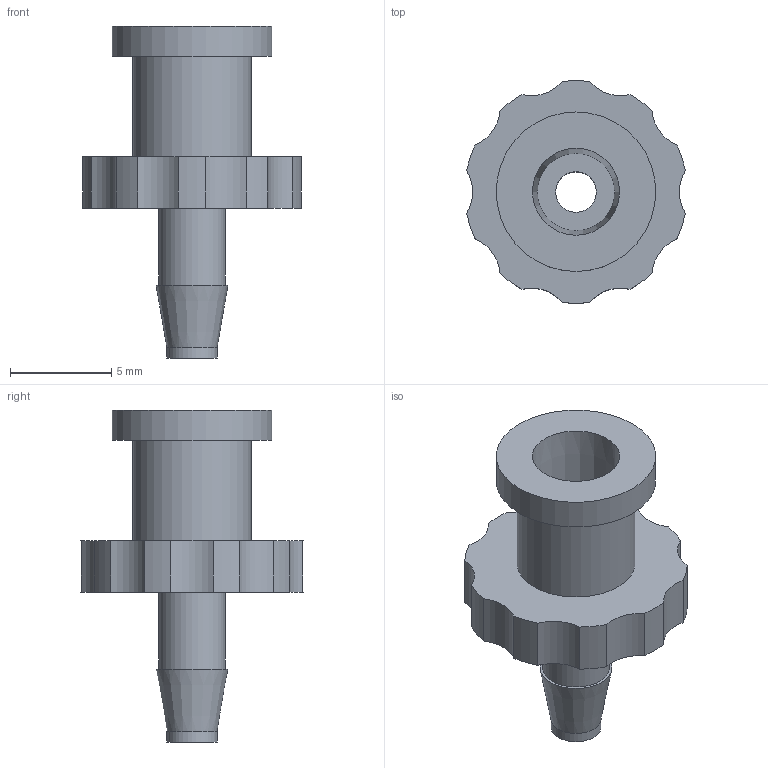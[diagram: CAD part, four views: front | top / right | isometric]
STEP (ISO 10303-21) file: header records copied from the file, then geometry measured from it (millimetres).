
FILE_DESCRIPTION(/* description */ ('Unknown','CAx-IF Rec.Pracs.---Representation and Presentation of Product Manufacturing Information (PMI)---4.0---2014-10-13','CAx-IF Rec.Pracs.---3D Tessellated Geometry---0.4---2014-09-14','2;1'),/* implementation_level */ '2;1');
FILE_NAME(/* name */ '503451_990091-20_Luer-Lock für Schlauch iD2mm_weiblich',/* time_stamp */ '2024-08-16T13:43:14+02:00',/* author */ ('Unknown'),/* organization */ ('Unknown'),/* preprocessor_version */ 'ST-DEVELOPER v19.4',/* originating_system */ 'Solid Edge',/* authorisation */ 'Unknown');
FILE_SCHEMA (('AP242_MANAGED_MODEL_BASED_3D_ENGINEERING_MIM_LF { 1 0 10303 442 1 1 4 }'));
Length unit declared in the file: millimetre
Products named in the file (1): 503451_990091-20_Luer-Lock f黵 Schlauch iD2mm_weiblich
Bounding box: 10.8 x 10.99 x 16.4 mm (x, y, z)
Volume: 361.2 mm3; surface area: 657.4 mm2
Topology: 1 solids, 1 shells, 34 faces, 80 edges, 53 vertices
Faces by surface type: cylinder 25, plane 7, cone 2
Full cylindrical faces by diameter (mm): 2 x1, 2.47 x1, 3.3 x1, 5.85 x1, 7.88 x1
Entity records: 1006 total; most frequent: DIRECTION 198, CARTESIAN_POINT 162, ORIENTED_EDGE 146, AXIS2_PLACEMENT_3D 89, EDGE_CURVE 73, VERTEX_POINT 53, CIRCLE 53, EDGE_LOOP 48
